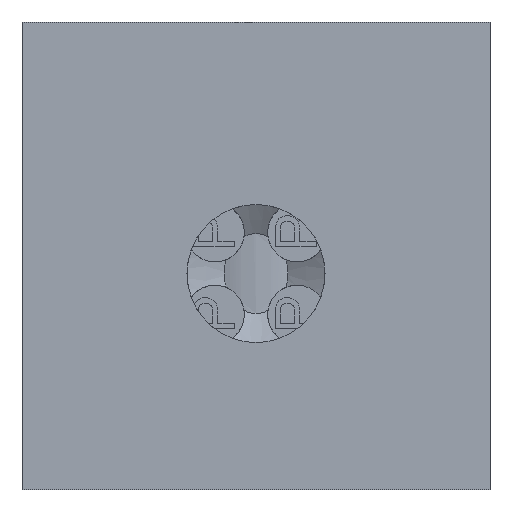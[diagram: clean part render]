
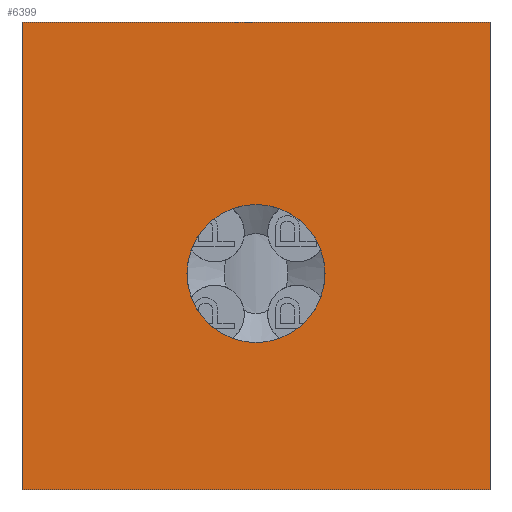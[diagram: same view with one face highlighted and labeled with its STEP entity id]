
A CAD part, left-side view. The second image highlights one B-rep face of the part: STEP entity #6399.
In plain terms, the highlighted planar face has unit normal (-1, 0, 0).
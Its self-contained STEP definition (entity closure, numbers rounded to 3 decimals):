
#6137=CARTESIAN_POINT('',(-27.0,2.,-15.6));
#6138=VERTEX_POINT('',#6137);
#6139=CARTESIAN_POINT('',(-27.0,2.,-21.5));
#6140=DIRECTION('',(1.0,0.0,0.0));
#6141=DIRECTION('',(0.0,0.0,1.0));
#6142=AXIS2_PLACEMENT_3D('',#6139,#6140,#6141);
#6143=CIRCLE('',#6142,5.9);
#6144=EDGE_CURVE('',#6138,#6138,#6143,.T.);
#6357=CARTESIAN_POINT('',(-27.,22.0,0.0));
#6358=DIRECTION('',(-1.0,0.0,0.0));
#6359=DIRECTION('',(0.0,0.0,1.0));
#6360=AXIS2_PLACEMENT_3D('',#6357,#6358,#6359);
#6361=PLANE('',#6360);
#6362=CARTESIAN_POINT('',(-27.,22.0,-40.0));
#6363=VERTEX_POINT('',#6362);
#6364=CARTESIAN_POINT('',(-27.0,-18.,-40.0));
#6365=VERTEX_POINT('',#6364);
#6366=CARTESIAN_POINT('',(-27.,22.0,-40.0));
#6367=DIRECTION('',(0.0,-1.0,0.0));
#6368=VECTOR('',#6367,40.);
#6369=LINE('',#6366,#6368);
#6370=EDGE_CURVE('',#6363,#6365,#6369,.T.);
#6371=ORIENTED_EDGE('',*,*,#6370,.T.);
#6372=CARTESIAN_POINT('',(-27.0,-18.,0.0));
#6373=VERTEX_POINT('',#6372);
#6374=CARTESIAN_POINT('',(-27.0,-18.,0.0));
#6375=DIRECTION('',(0.0,0.0,-1.0));
#6376=VECTOR('',#6375,40.0);
#6377=LINE('',#6374,#6376);
#6378=EDGE_CURVE('',#6373,#6365,#6377,.T.);
#6379=ORIENTED_EDGE('',*,*,#6378,.F.);
#6380=CARTESIAN_POINT('',(-27.,22.0,0.0));
#6381=VERTEX_POINT('',#6380);
#6382=CARTESIAN_POINT('',(-27.0,-18.,0.0));
#6383=DIRECTION('',(0.0,1.0,0.0));
#6384=VECTOR('',#6383,40.);
#6385=LINE('',#6382,#6384);
#6386=EDGE_CURVE('',#6373,#6381,#6385,.T.);
#6387=ORIENTED_EDGE('',*,*,#6386,.T.);
#6388=CARTESIAN_POINT('',(-27.,22.0,0.0));
#6389=DIRECTION('',(0.0,0.0,-1.0));
#6390=VECTOR('',#6389,40.0);
#6391=LINE('',#6388,#6390);
#6392=EDGE_CURVE('',#6381,#6363,#6391,.T.);
#6393=ORIENTED_EDGE('',*,*,#6392,.T.);
#6394=EDGE_LOOP('',(#6371,#6379,#6387,#6393));
#6395=FACE_OUTER_BOUND('',#6394,.T.);
#6396=ORIENTED_EDGE('',*,*,#6144,.T.);
#6397=EDGE_LOOP('',(#6396));
#6398=FACE_BOUND('',#6397,.T.);
#6399=ADVANCED_FACE('',(#6395,#6398),#6361,.T.);
